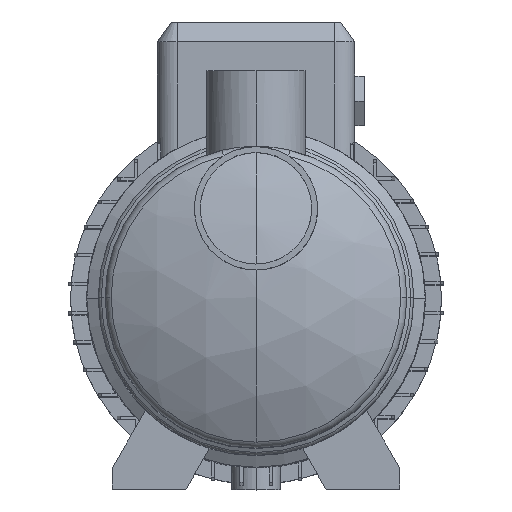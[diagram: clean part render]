
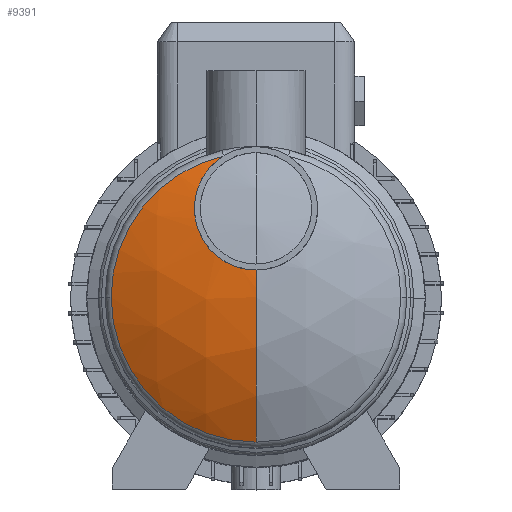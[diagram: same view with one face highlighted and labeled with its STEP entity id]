
A CAD part, top view. The second image highlights one B-rep face of the part: STEP entity #9391.
In plain terms, the highlighted spherical face has radius 150 mm.
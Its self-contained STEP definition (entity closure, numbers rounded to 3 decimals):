
#29 = VERTEX_POINT ( 'NONE', #4048 ) ;
#92 = CARTESIAN_POINT ( 'NONE',  ( -23.747, 24.661, 100.545 ) ) ;
#154 = CARTESIAN_POINT ( 'NONE',  ( -5.726, 14.275, 103.71 ) ) ;
#434 = CIRCLE ( 'NONE', #9689, 150. ) ;
#540 = CARTESIAN_POINT ( 'NONE',  ( -30.432, 52.132, 91.819 ) ) ;
#653 = CARTESIAN_POINT ( 'NONE',  ( -28.015, 58.909, 89.581 ) ) ;
#719 = CARTESIAN_POINT ( 'NONE',  ( -20.776, 68.353, 86.396 ) ) ;
#909 = CARTESIAN_POINT ( 'NONE',  ( -27.48, 30.112, 98.855 ) ) ;
#959 = CARTESIAN_POINT ( 'NONE',  ( -30.867, 40.022, 95.732 ) ) ;
#1081 = CARTESIAN_POINT ( 'NONE',  ( 0., 13.75, 103.868 ) ) ;
#1199 = DIRECTION ( 'NONE',  ( 1., 0., 0. ) ) ;
#1431 = VERTEX_POINT ( 'NONE', #4545 ) ;
#1470 = CARTESIAN_POINT ( 'NONE',  ( -29.942, 54.043, 91.192 ) ) ;
#1521 = CARTESIAN_POINT ( 'NONE',  ( -31.25, 46.303, 93.717 ) ) ;
#1777 = CARTESIAN_POINT ( 'NONE',  ( -28.184, 31.464, 98.433 ) ) ;
#1886 = CARTESIAN_POINT ( 'NONE',  ( -13.141, 16.629, 102.999 ) ) ;
#1922 = AXIS2_PLACEMENT_3D ( 'NONE', #8102, #10806, #2943 ) ;
#1975 = DIRECTION ( 'NONE',  ( 0., 0., 1. ) ) ;
#2337 = CARTESIAN_POINT ( 'NONE',  ( -30.924, 49.546, 92.664 ) ) ;
#2385 = VERTEX_POINT ( 'NONE', #5277 ) ;
#2396 = CARTESIAN_POINT ( 'NONE',  ( -23.607, 65.519, 87.36 ) ) ;
#2420 = DIRECTION ( 'NONE',  ( -1., 0., 0. ) ) ;
#2704 = CARTESIAN_POINT ( 'NONE',  ( -25.621, 27.079, 99.797 ) ) ;
#2763 = CARTESIAN_POINT ( 'NONE',  ( -19.344, 20.371, 101.861 ) ) ;
#2812 = CARTESIAN_POINT ( 'NONE',  ( -28.606, 32.379, 98.147 ) ) ;
#2943 = DIRECTION ( 'NONE',  ( 0., -1., 0. ) ) ;
#3157 = CARTESIAN_POINT ( 'NONE',  ( -20.265, 68.798, 86.245 ) ) ;
#3237 = CIRCLE ( 'NONE', #8957, 73.437 ) ;
#3326 = CARTESIAN_POINT ( 'NONE',  ( -31.25, 45., 94.137 ) ) ;
#3357 = CARTESIAN_POINT ( 'NONE',  ( -31.25, 45., 94.137 ) ) ;
#3506 = ORIENTED_EDGE ( 'NONE', *, *, #7801, .F. ) ;
#3631 = CARTESIAN_POINT ( 'NONE',  ( -16.795, 18.627, 102.392 ) ) ;
#3644 = ORIENTED_EDGE ( 'NONE', *, *, #9711, .F. ) ;
#3654 = CARTESIAN_POINT ( 'NONE',  ( 0., 13.75, 103.868 ) ) ;
#3692 = CARTESIAN_POINT ( 'NONE',  ( -4.165, 14.024, 103.786 ) ) ;
#3768 = DIRECTION ( 'NONE',  ( -1., 0., 0. ) ) ;
#3884 = EDGE_CURVE ( 'NONE', #2385, #8437, #9228, .T. ) ;
#4048 = CARTESIAN_POINT ( 'NONE',  ( 0., 0., 104.5 ) ) ;
#4134 = CARTESIAN_POINT ( 'NONE',  ( -25.629, 62.893, 88.246 ) ) ;
#4195 = CARTESIAN_POINT ( 'NONE',  ( -27.058, 60.648, 89. ) ) ;
#4448 = CARTESIAN_POINT ( 'NONE',  ( -27.234, 29.666, 98.994 ) ) ;
#4545 = CARTESIAN_POINT ( 'NONE',  ( -73.437, 0., 85.293 ) ) ;
#4555 = CARTESIAN_POINT ( 'NONE',  ( -20.91, 21.686, 101.459 ) ) ;
#4733 = DIRECTION ( 'NONE',  ( 0., 0., -1. ) ) ;
#4748 = FACE_OUTER_BOUND ( 'NONE', #11221, .T. ) ;
#4818 = EDGE_CURVE ( 'NONE', #7639, #1431, #5485, .T. ) ;
#4879 = CIRCLE ( 'NONE', #1922, 150. ) ;
#4968 = AXIS2_PLACEMENT_3D ( 'NONE', #6550, #1975, #5511 ) ;
#5056 = CARTESIAN_POINT ( 'NONE',  ( -26.718, 61.222, 88.808 ) ) ;
#5119 = CARTESIAN_POINT ( 'NONE',  ( -31.169, 47.602, 93.296 ) ) ;
#5277 = CARTESIAN_POINT ( 'NONE',  ( -31.25, 45., 94.137 ) ) ;
#5368 = CARTESIAN_POINT ( 'NONE',  ( -31.25, 44.008, 94.456 ) ) ;
#5380 = CARTESIAN_POINT ( 'NONE',  ( 0., 0., -45.5 ) ) ;
#5481 = CARTESIAN_POINT ( 'NONE',  ( -5.206, 14.182, 103.738 ) ) ;
#5485 = CIRCLE ( 'NONE', #4968, 73.437 ) ;
#5511 = DIRECTION ( 'NONE',  ( -1., 0., 0. ) ) ;
#6177 = CARTESIAN_POINT ( 'NONE',  ( -30.295, 37.076, 96.669 ) ) ;
#6293 = CARTESIAN_POINT ( 'NONE',  ( -15.911, 18.084, 102.557 ) ) ;
#6343 = CARTESIAN_POINT ( 'NONE',  ( -3.645, 13.959, 103.806 ) ) ;
#6371 = SPHERICAL_SURFACE ( 'NONE', #8573, 150. ) ;
#6550 = CARTESIAN_POINT ( 'NONE',  ( 0., 0., 85.293 ) ) ;
#6633 = CARTESIAN_POINT ( 'NONE',  ( -18.691, 70.081, 85.806 ) ) ;
#6796 = CARTESIAN_POINT ( 'NONE',  ( -21.76, 67.44, 86.708 ) ) ;
#6852 = CARTESIAN_POINT ( 'NONE',  ( -30.577, 51.486, 92.031 ) ) ;
#6885 = CARTESIAN_POINT ( 'NONE',  ( -31.203, 43.014, 94.776 ) ) ;
#7215 = ORIENTED_EDGE ( 'NONE', *, *, #4818, .T. ) ;
#7220 = CARTESIAN_POINT ( 'NONE',  ( -23.062, 23.887, 100.783 ) ) ;
#7244 = CARTESIAN_POINT ( 'NONE',  ( 0., 0., -45.5 ) ) ;
#7639 = VERTEX_POINT ( 'NONE', #8721 ) ;
#7729 = CARTESIAN_POINT ( 'NONE',  ( -16.446, 71.572, 85.293 ) ) ;
#7801 = EDGE_CURVE ( 'NONE', #7639, #2385, #9855, .T. ) ;
#7976 = CARTESIAN_POINT ( 'NONE',  ( -26.721, 28.788, 99.267 ) ) ;
#8030 = CARTESIAN_POINT ( 'NONE',  ( -25.025, 26.255, 100.053 ) ) ;
#8087 = CARTESIAN_POINT ( 'NONE',  ( 0., -73.438, 85.293 ) ) ;
#8089 = CARTESIAN_POINT ( 'NONE',  ( -8.298, 14.799, 103.552 ) ) ;
#8102 = CARTESIAN_POINT ( 'NONE',  ( 0., 0., -45.5 ) ) ;
#8283 = DIRECTION ( 'NONE',  ( 0., 1., 0. ) ) ;
#8419 = CARTESIAN_POINT ( 'NONE',  ( -22.234, 66.969, 86.868 ) ) ;
#8437 = VERTEX_POINT ( 'NONE', #3654 ) ;
#8573 = AXIS2_PLACEMENT_3D ( 'NONE', #7244, #3768, #8283 ) ;
#8591 = CARTESIAN_POINT ( 'NONE',  ( -24.456, 64.5, 87.705 ) ) ;
#8622 = ORIENTED_EDGE ( 'NONE', *, *, #9840, .T. ) ;
#8676 = DIRECTION ( 'NONE',  ( 0., 0., 1. ) ) ;
#8721 = CARTESIAN_POINT ( 'NONE',  ( -16.446, 71.572, 85.293 ) ) ;
#8893 = CARTESIAN_POINT ( 'NONE',  ( -31.012, 41.022, 95.413 ) ) ;
#8948 = CARTESIAN_POINT ( 'NONE',  ( -10.279, 15.416, 103.366 ) ) ;
#8956 = ORIENTED_EDGE ( 'NONE', *, *, #10473, .T. ) ;
#8957 = AXIS2_PLACEMENT_3D ( 'NONE', #9534, #8676, #2420 ) ;
#9009 = CARTESIAN_POINT ( 'NONE',  ( -1.042, 13.75, 103.868 ) ) ;
#9228 = B_SPLINE_CURVE_WITH_KNOTS ( 'NONE', 3,
 ( #3357, #5368, #6885, #8893, #959, #6177, #10742, #2812, #1777, #909, #4448, #7976, #10633, #2704, #8030, #92, #7220, #4555, #2763, #3631, #6293, #9815, #1886, #8948, #8089, #154, #5481, #3692, #6343, #9874, #9009, #1081 ),
 .UNSPECIFIED., .F., .F.,
 ( 4, 2, 2, 2, 2, 2, 2, 2, 2, 2, 2, 2, 2, 2, 2, 4 ),
 ( 0.177, 0.18, 0.183, 0.189, 0.192, 0.194, 0.195, 0.199, 0.202, 0.208, 0.211, 0.214, 0.22, 0.222, 0.224, 0.227 ),
 .UNSPECIFIED. ) ;
#9341 = CARTESIAN_POINT ( 'NONE',  ( -17.593, 70.863, 85.538 ) ) ;
#9391 = ADVANCED_FACE ( 'NONE', ( #4748 ), #6371, .T. ) ;
#9451 = CARTESIAN_POINT ( 'NONE',  ( -26.003, 62.345, 88.431 ) ) ;
#9514 = CARTESIAN_POINT ( 'NONE',  ( -28.574, 57.721, 89.976 ) ) ;
#9534 = CARTESIAN_POINT ( 'NONE',  ( 0., 0., 85.293 ) ) ;
#9689 = AXIS2_PLACEMENT_3D ( 'NONE', #5380, #1199, #4733 ) ;
#9711 = EDGE_CURVE ( 'NONE', #8437, #29, #434, .T. ) ;
#9815 = CARTESIAN_POINT ( 'NONE',  ( -14.077, 17.081, 102.862 ) ) ;
#9840 = EDGE_CURVE ( 'NONE', #10179, #29, #4879, .T. ) ;
#9855 = B_SPLINE_CURVE_WITH_KNOTS ( 'NONE', 3,
 ( #7729, #9341, #6633, #3157, #719, #6796, #8419, #2396, #8591, #4134, #9451, #5056, #4195, #653, #9514, #11250, #1470, #540, #6852, #10266, #2337, #5119, #1521, #3326 ),
 .UNSPECIFIED., .F., .F.,
 ( 4, 2, 2, 2, 2, 2, 2, 2, 2, 2, 2, 4 ),
 ( 0.144, 0.148, 0.15, 0.152, 0.156, 0.158, 0.16, 0.164, 0.168, 0.17, 0.173, 0.177 ),
 .UNSPECIFIED. ) ;
#9874 = CARTESIAN_POINT ( 'NONE',  ( -2.083, 13.802, 103.853 ) ) ;
#10179 = VERTEX_POINT ( 'NONE', #8087 ) ;
#10266 = CARTESIAN_POINT ( 'NONE',  ( -30.822, 50.193, 92.453 ) ) ;
#10375 = ORIENTED_EDGE ( 'NONE', *, *, #3884, .F. ) ;
#10473 = EDGE_CURVE ( 'NONE', #1431, #10179, #3237, .T. ) ;
#10633 = CARTESIAN_POINT ( 'NONE',  ( -26.454, 28.356, 99.401 ) ) ;
#10742 = CARTESIAN_POINT ( 'NONE',  ( -29.73, 35.165, 97.272 ) ) ;
#10806 = DIRECTION ( 'NONE',  ( -1., 0., 0. ) ) ;
#11221 = EDGE_LOOP ( 'NONE', ( #8956, #8622, #3644, #10375, #3506, #7215 ) ) ;
#11250 = CARTESIAN_POINT ( 'NONE',  ( -29.537, 55.287, 90.782 ) ) ;
